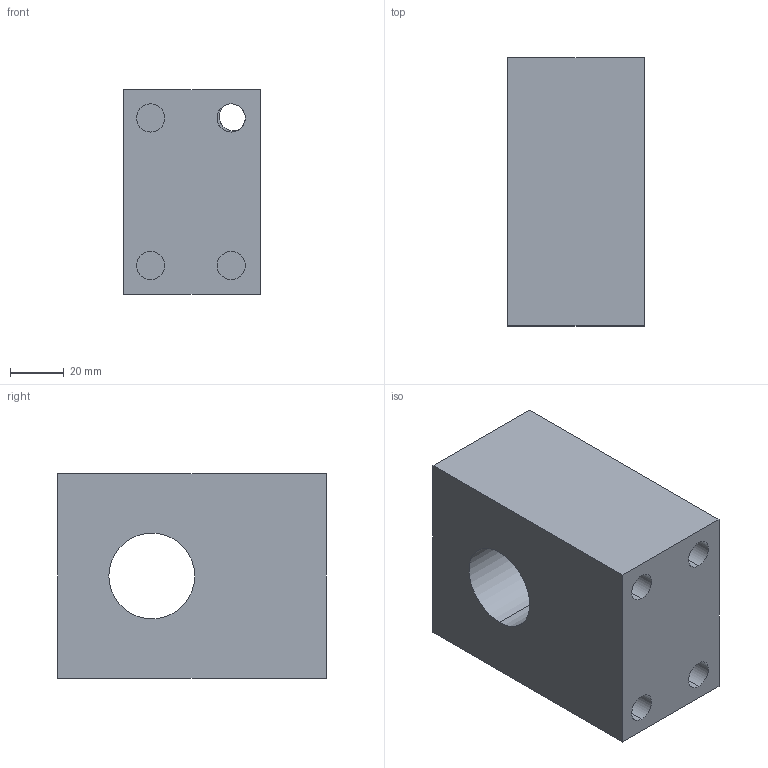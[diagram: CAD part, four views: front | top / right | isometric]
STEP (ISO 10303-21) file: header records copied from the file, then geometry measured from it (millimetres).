
FILE_DESCRIPTION (( 'STEP AP203' ), '1' );
FILE_NAME ('ShaftBlock.STEP', '2012-06-05T20:11:00', ( '' ), ( '' ), 'SwSTEP 2.0', 'SolidWorks 2010', '' );
FILE_SCHEMA (( 'CONFIG_CONTROL_DESIGN' ));
Length unit declared in the file: millimetre
Products named in the file (1): ShaftBlock
Bounding box: 50.8 x 100 x 76.2 mm (x, y, z)
Volume: 324592.7 mm3; surface area: 44733.7 mm2
Topology: 1 solids, 1 shells, 23 faces, 52 edges, 34 vertices
Faces by surface type: cylinder 12, plane 11
Entity records: 743 total; most frequent: DIRECTION 128, CARTESIAN_POINT 110, ORIENTED_EDGE 104, EDGE_CURVE 52, AXIS2_PLACEMENT_3D 52, VERTEX_POINT 34, EDGE_LOOP 30, CIRCLE 28
